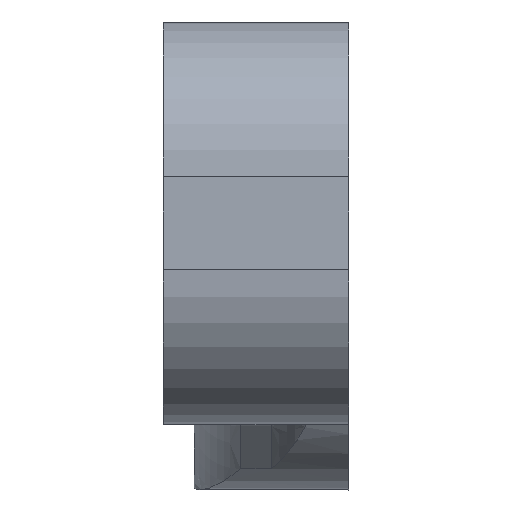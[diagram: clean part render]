
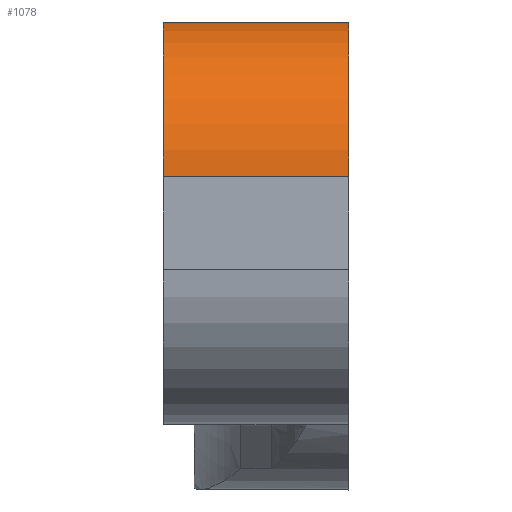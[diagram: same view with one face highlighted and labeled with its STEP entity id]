
A CAD part, top view. The second image highlights one B-rep face of the part: STEP entity #1078.
In plain terms, the highlighted cylindrical face has radius 10 mm (diameter 20 mm), a partial arc.
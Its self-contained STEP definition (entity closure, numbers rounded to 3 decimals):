
#17 = DIRECTION ( 'NONE',  ( 0., 0., -1. ) ) ;
#20 = ORIENTED_EDGE ( 'NONE', *, *, #80, .F. ) ;
#46 = AXIS2_PLACEMENT_3D ( 'NONE', #1194, #1188, #177 ) ;
#80 = EDGE_CURVE ( 'NONE', #741, #713, #353, .T. ) ;
#84 = CARTESIAN_POINT ( 'NONE',  ( 4., 10., 130. ) ) ;
#129 = DIRECTION ( 'NONE',  ( -1., 0., 0. ) ) ;
#177 = DIRECTION ( 'NONE',  ( 0., 0., -1. ) ) ;
#217 = ORIENTED_EDGE ( 'NONE', *, *, #625, .T. ) ;
#229 = EDGE_LOOP ( 'NONE', ( #416, #267, #262, #20, #559, #217 ) ) ;
#262 = ORIENTED_EDGE ( 'NONE', *, *, #1133, .T. ) ;
#267 = ORIENTED_EDGE ( 'NONE', *, *, #274, .T. ) ;
#274 = EDGE_CURVE ( 'NONE', #901, #1027, #339, .T. ) ;
#283 = EDGE_CURVE ( 'NONE', #989, #901, #888, .T. ) ;
#322 = VECTOR ( 'NONE', #803, 1000. ) ;
#328 = DIRECTION ( 'NONE',  ( -1., 0., 0. ) ) ;
#339 = LINE ( 'NONE', #442, #322 ) ;
#353 = LINE ( 'NONE', #84, #853 ) ;
#372 = CYLINDRICAL_SURFACE ( 'NONE', #1148, 10. ) ;
#400 = VERTEX_POINT ( 'NONE', #423 ) ;
#416 = ORIENTED_EDGE ( 'NONE', *, *, #283, .T. ) ;
#423 = CARTESIAN_POINT ( 'NONE',  ( 6., 10., 110. ) ) ;
#425 = LINE ( 'NONE', #964, #1074 ) ;
#442 = CARTESIAN_POINT ( 'NONE',  ( 6., 10., 110. ) ) ;
#466 = CARTESIAN_POINT ( 'NONE',  ( -4., 10., 110. ) ) ;
#470 = FACE_OUTER_BOUND ( 'NONE', #229, .T. ) ;
#482 = CARTESIAN_POINT ( 'NONE',  ( -6., 10., 120. ) ) ;
#533 = CARTESIAN_POINT ( 'NONE',  ( 4., 10., 110. ) ) ;
#540 = EDGE_CURVE ( 'NONE', #400, #741, #1141, .T. ) ;
#559 = ORIENTED_EDGE ( 'NONE', *, *, #540, .F. ) ;
#625 = EDGE_CURVE ( 'NONE', #400, #989, #425, .T. ) ;
#713 = VERTEX_POINT ( 'NONE', #800 ) ;
#731 = AXIS2_PLACEMENT_3D ( 'NONE', #482, #945, #17 ) ;
#739 = DIRECTION ( 'NONE',  ( 0., 0., 1. ) ) ;
#741 = VERTEX_POINT ( 'NONE', #784 ) ;
#759 = CARTESIAN_POINT ( 'NONE',  ( -6., 10., 110. ) ) ;
#784 = CARTESIAN_POINT ( 'NONE',  ( 6., 10., 130. ) ) ;
#800 = CARTESIAN_POINT ( 'NONE',  ( -6., 10., 130. ) ) ;
#803 = DIRECTION ( 'NONE',  ( -1., 0., 0. ) ) ;
#816 = DIRECTION ( 'NONE',  ( -1., 0., 0. ) ) ;
#853 = VECTOR ( 'NONE', #816, 1000. ) ;
#888 = LINE ( 'NONE', #533, #990 ) ;
#901 = VERTEX_POINT ( 'NONE', #466 ) ;
#913 = CARTESIAN_POINT ( 'NONE',  ( 4., 10., 110. ) ) ;
#945 = DIRECTION ( 'NONE',  ( 1., 0., 0. ) ) ;
#964 = CARTESIAN_POINT ( 'NONE',  ( 6., 10., 110. ) ) ;
#989 = VERTEX_POINT ( 'NONE', #913 ) ;
#990 = VECTOR ( 'NONE', #1070, 1000. ) ;
#1027 = VERTEX_POINT ( 'NONE', #759 ) ;
#1047 = CIRCLE ( 'NONE', #731, 10. ) ;
#1070 = DIRECTION ( 'NONE',  ( -1., 0., 0. ) ) ;
#1074 = VECTOR ( 'NONE', #328, 1000. ) ;
#1078 = ADVANCED_FACE ( 'NONE', ( #470 ), #372, .T. ) ;
#1109 = CARTESIAN_POINT ( 'NONE',  ( 4., 10., 120. ) ) ;
#1133 = EDGE_CURVE ( 'NONE', #1027, #713, #1047, .T. ) ;
#1141 = CIRCLE ( 'NONE', #46, 10. ) ;
#1148 = AXIS2_PLACEMENT_3D ( 'NONE', #1109, #129, #739 ) ;
#1188 = DIRECTION ( 'NONE',  ( 1., 0., 0. ) ) ;
#1194 = CARTESIAN_POINT ( 'NONE',  ( 6., 10., 120. ) ) ;
